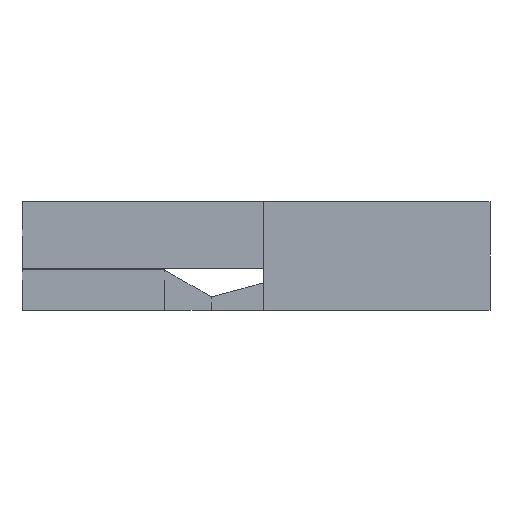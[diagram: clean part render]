
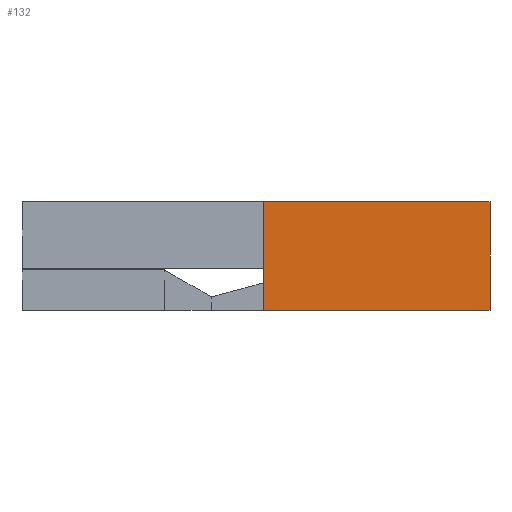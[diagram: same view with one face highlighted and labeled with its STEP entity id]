
A CAD part, top view. The second image highlights one B-rep face of the part: STEP entity #132.
In plain terms, the highlighted planar face has unit normal (0, 0, 1).
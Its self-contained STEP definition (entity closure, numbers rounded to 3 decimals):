
#17=FACE_OUTER_BOUND('',#22,.T.);
#22=EDGE_LOOP('',(#110,#111,#112,#113));
#30=LINE('',#209,#50);
#31=LINE('',#211,#51);
#32=LINE('',#213,#52);
#33=LINE('',#214,#53);
#50=VECTOR('',#174,10.);
#51=VECTOR('',#175,10.);
#52=VECTOR('',#176,10.);
#53=VECTOR('',#177,10.);
#70=VERTEX_POINT('',#207);
#71=VERTEX_POINT('',#208);
#72=VERTEX_POINT('',#210);
#73=VERTEX_POINT('',#212);
#90=EDGE_CURVE('',#70,#71,#30,.T.);
#91=EDGE_CURVE('',#72,#71,#31,.T.);
#92=EDGE_CURVE('',#73,#72,#32,.T.);
#93=EDGE_CURVE('',#70,#73,#33,.T.);
#110=ORIENTED_EDGE('',*,*,#90,.T.);
#111=ORIENTED_EDGE('',*,*,#91,.F.);
#112=ORIENTED_EDGE('',*,*,#92,.F.);
#113=ORIENTED_EDGE('',*,*,#93,.F.);
#127=PLANE('',#160);
#132=ADVANCED_FACE('',(#17),#127,.T.);
#160=AXIS2_PLACEMENT_3D('',#206,#172,#173);
#172=DIRECTION('center_axis',(0.,0.,1.));
#173=DIRECTION('ref_axis',(1.,0.,0.));
#174=DIRECTION('',(1.,0.,0.));
#175=DIRECTION('',(0.,-1.,0.));
#176=DIRECTION('',(1.,0.,0.));
#177=DIRECTION('',(0.,1.,0.));
#206=CARTESIAN_POINT('Origin',(477.561,73.188,0.));
#207=CARTESIAN_POINT('',(325.123,0.,0.));
#208=CARTESIAN_POINT('',(630.,0.,0.));
#209=CARTESIAN_POINT('',(0.,0.,0.));
#210=CARTESIAN_POINT('',(630.,146.375,0.));
#211=CARTESIAN_POINT('',(630.,146.375,0.));
#212=CARTESIAN_POINT('',(325.123,146.375,0.));
#213=CARTESIAN_POINT('',(0.,146.375,0.));
#214=CARTESIAN_POINT('',(325.123,36.97,0.));
